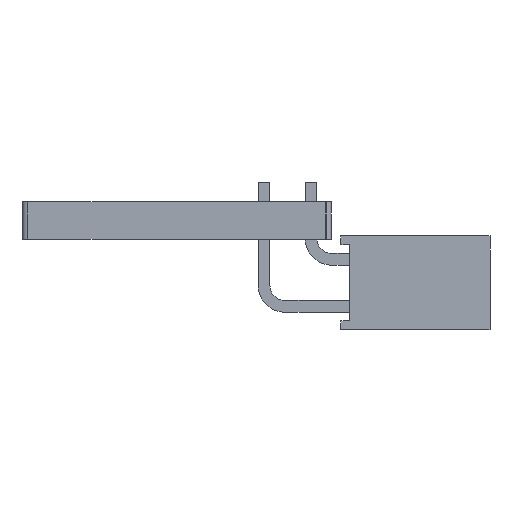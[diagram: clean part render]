
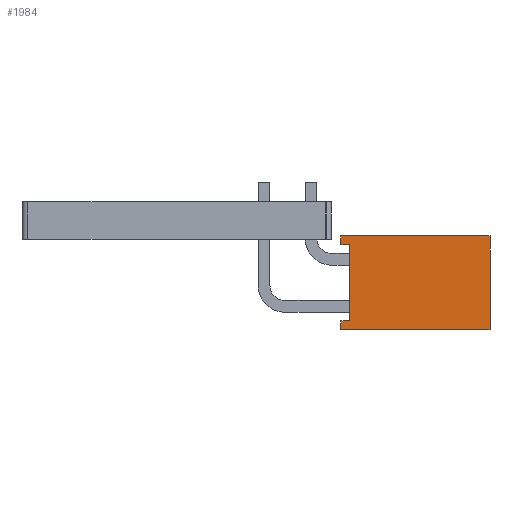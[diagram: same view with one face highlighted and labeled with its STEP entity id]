
A CAD part, front view. The second image highlights one B-rep face of the part: STEP entity #1984.
In plain terms, the highlighted face is planar.
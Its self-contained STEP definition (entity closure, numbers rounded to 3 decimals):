
#77 = VERTEX_POINT('',#78);
#78 = CARTESIAN_POINT('',(9.149,0.,1.619));
#84 = EDGE_CURVE('',#85,#77,#87,.T.);
#85 = VERTEX_POINT('',#86);
#86 = CARTESIAN_POINT('',(9.149,0.,2.));
#87 = LINE('',#88,#89);
#88 = CARTESIAN_POINT('',(9.149,0.,2.));
#89 = VECTOR('',#90,1.);
#90 = DIRECTION('',(0.,0.,-1.));
#477 = VERTEX_POINT('',#478);
#478 = CARTESIAN_POINT('',(9.149,0.,-2.));
#484 = EDGE_CURVE('',#485,#477,#487,.T.);
#485 = VERTEX_POINT('',#486);
#486 = CARTESIAN_POINT('',(9.149,0.,-1.619));
#487 = LINE('',#488,#489);
#488 = CARTESIAN_POINT('',(9.149,0.,2.));
#489 = VECTOR('',#490,1.);
#490 = DIRECTION('',(0.,0.,-1.));
#1082 = VERTEX_POINT('',#1083);
#1083 = CARTESIAN_POINT('',(9.149,6.35,-2.));
#1089 = EDGE_CURVE('',#1082,#477,#1090,.T.);
#1090 = LINE('',#1091,#1092);
#1091 = CARTESIAN_POINT('',(9.149,6.35,-2.));
#1092 = VECTOR('',#1093,1.);
#1093 = DIRECTION('',(0.,-1.,0.));
#1113 = EDGE_CURVE('',#1114,#85,#1116,.T.);
#1114 = VERTEX_POINT('',#1115);
#1115 = CARTESIAN_POINT('',(9.149,6.35,2.));
#1116 = LINE('',#1117,#1118);
#1117 = CARTESIAN_POINT('',(9.149,6.35,2.));
#1118 = VECTOR('',#1119,1.);
#1119 = DIRECTION('',(0.,-1.,0.));
#1352 = VERTEX_POINT('',#1353);
#1353 = CARTESIAN_POINT('',(9.149,0.381,1.619));
#1359 = EDGE_CURVE('',#1352,#77,#1360,.T.);
#1360 = LINE('',#1361,#1362);
#1361 = CARTESIAN_POINT('',(9.149,0.381,1.619));
#1362 = VECTOR('',#1363,1.);
#1363 = DIRECTION('',(0.,-1.,0.));
#1653 = VERTEX_POINT('',#1654);
#1654 = CARTESIAN_POINT('',(9.149,0.381,-1.619));
#1669 = EDGE_CURVE('',#485,#1653,#1670,.T.);
#1670 = LINE('',#1671,#1672);
#1671 = CARTESIAN_POINT('',(9.149,0.,-1.619));
#1672 = VECTOR('',#1673,1.);
#1673 = DIRECTION('',(0.,1.,0.));
#1984 = ADVANCED_FACE('',(#1985),#2005,.F.);
#1985 = FACE_BOUND('',#1986,.T.);
#1986 = EDGE_LOOP('',(#1987,#1988,#1994,#1995,#1996,#1997,#2003,#2004));
#1987 = ORIENTED_EDGE('',*,*,#1359,.F.);
#1988 = ORIENTED_EDGE('',*,*,#1989,.F.);
#1989 = EDGE_CURVE('',#1653,#1352,#1990,.T.);
#1990 = LINE('',#1991,#1992);
#1991 = CARTESIAN_POINT('',(9.149,0.381,-1.619));
#1992 = VECTOR('',#1993,1.);
#1993 = DIRECTION('',(0.,0.,1.));
#1994 = ORIENTED_EDGE('',*,*,#1669,.F.);
#1995 = ORIENTED_EDGE('',*,*,#484,.T.);
#1996 = ORIENTED_EDGE('',*,*,#1089,.F.);
#1997 = ORIENTED_EDGE('',*,*,#1998,.F.);
#1998 = EDGE_CURVE('',#1114,#1082,#1999,.T.);
#1999 = LINE('',#2000,#2001);
#2000 = CARTESIAN_POINT('',(9.149,6.35,2.));
#2001 = VECTOR('',#2002,1.);
#2002 = DIRECTION('',(0.,0.,-1.));
#2003 = ORIENTED_EDGE('',*,*,#1113,.T.);
#2004 = ORIENTED_EDGE('',*,*,#84,.T.);
#2005 = PLANE('',#2006);
#2006 = AXIS2_PLACEMENT_3D('',#2007,#2008,#2009);
#2007 = CARTESIAN_POINT('',(9.149,6.35,2.));
#2008 = DIRECTION('',(-1.,0.,0.));
#2009 = DIRECTION('',(0.,0.,1.));
